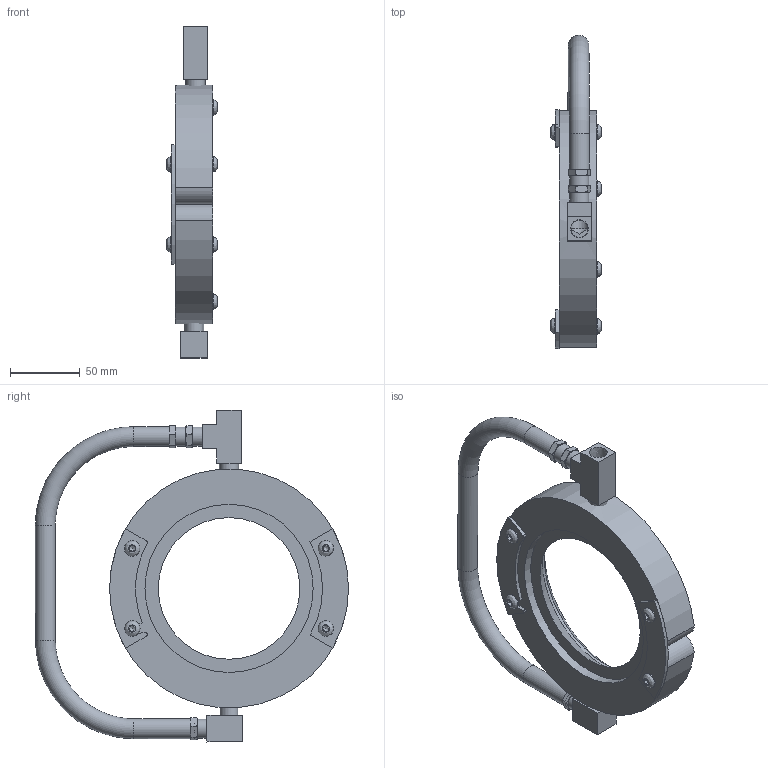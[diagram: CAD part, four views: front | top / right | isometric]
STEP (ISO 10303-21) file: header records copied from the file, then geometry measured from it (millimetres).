
FILE_DESCRIPTION((''),'2;1');
FILE_NAME('2434-3D.stp','2010-06-03T15:59:08',('michael witt'),(''),'Autodesk Inventor 2010','Autodesk Inventor 2010','');
FILE_SCHEMA(('AUTOMOTIVE_DESIGN { 1 0 10303 214 1 1 1 1 }'));
Length unit declared in the file: inch
Products named in the file (21): Assembly5; Part168; Part170; Part172; Part174; Part176; Part178; Part180; Part182; Part184; Part186; Part188; Part190; Part192; Part194; Part196; Part198; Part200; Part202; Part204; Part206
Assembly tree (20 placements, depth 2):
  Assembly5
    Part168
    Part170
    Part172
    Part174
    Part176
    Part178
    Part180
    Part182
    Part184
    Part186
    Part188
    Part190
    Part192
    Part194
    Part196
    Part198
    Part200
    Part202
    Part204
    Part206
Bounding box: 36.37 x 224.58 x 238.13 mm (x, y, z)
Volume: 417415.1 mm3; surface area: 94668 mm2
Topology: 20 solids, 20 shells, 287 faces, 636 edges, 411 vertices
Faces by surface type: plane 175, cylinder 59, cone 26, bspline 25, torus 2
Full cylindrical faces by diameter (mm): 5.08 x2, 6.35 x12, 7.112 x3, 11.1 x12, 12.7 x2, 13.708 x4, 13.716 x1, 14.224 x3, 120.65 x1, 123.012 x1
Entity records: 9170 total; most frequent: CARTESIAN_POINT 2957, DIRECTION 1168, ORIENTED_EDGE 1030, EDGE_CURVE 515, AXIS2_PLACEMENT_3D 460, EDGE_LOOP 416, VERTEX_POINT 383, FACE_OUTER_BOUND 287
